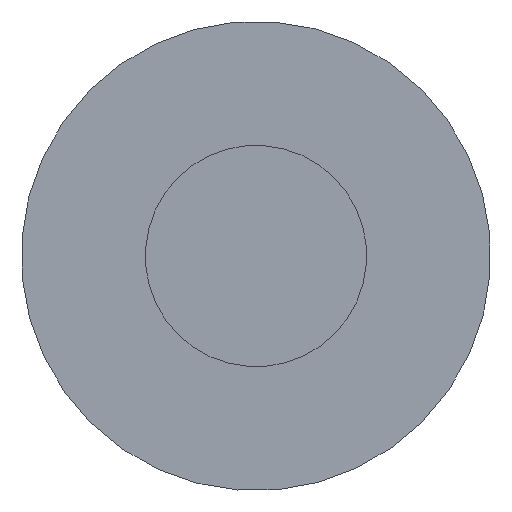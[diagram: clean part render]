
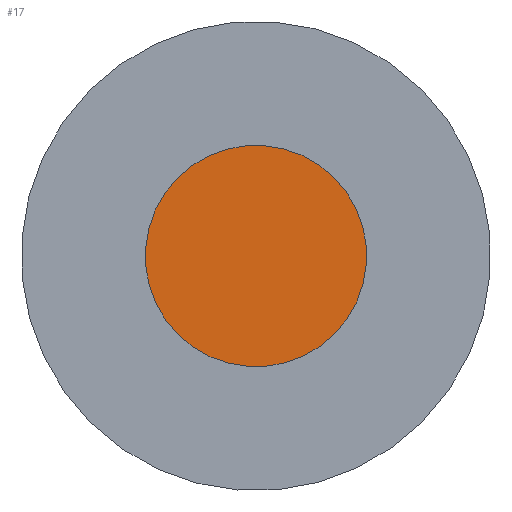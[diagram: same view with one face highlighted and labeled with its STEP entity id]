
A CAD part, front view. The second image highlights one B-rep face of the part: STEP entity #17.
In plain terms, the highlighted planar face has unit normal (0, -1, 0).
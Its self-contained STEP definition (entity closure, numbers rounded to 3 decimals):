
#17 = ADVANCED_FACE('',(#18),#33,.T.);
#18 = FACE_BOUND('',#19,.F.);
#19 = EDGE_LOOP('',(#20,#82));
#20 = ORIENTED_EDGE('',*,*,#21,.T.);
#21 = EDGE_CURVE('',#22,#24,#26,.T.);
#22 = VERTEX_POINT('',#23);
#23 = CARTESIAN_POINT('',(-15.97,-253.273,4.15
    ));
#24 = VERTEX_POINT('',#25);
#25 = CARTESIAN_POINT('',(15.97,-253.273,-4.15
    ));
#26 = SURFACE_CURVE('',#27,(#32,#48),.PCURVE_S1.);
#27 = CIRCLE('',#28,16.5);
#28 = AXIS2_PLACEMENT_3D('',#29,#30,#31);
#29 = CARTESIAN_POINT('',(0.,-253.273,
    0.));
#30 = DIRECTION('',(0.,1.,0.));
#31 = DIRECTION('',(-0.968,0.,0.251)
  );
#32 = PCURVE('',#33,#38);
#33 = PLANE('',#34);
#34 = AXIS2_PLACEMENT_3D('',#35,#36,#37);
#35 = CARTESIAN_POINT('',(0.,-253.273,
    0.));
#36 = DIRECTION('',(0.,-1.,0.));
#37 = DIRECTION('',(-0.968,0.,0.251)
  );
#38 = DEFINITIONAL_REPRESENTATION('',(#39),#47);
#39 = ( BOUNDED_CURVE() B_SPLINE_CURVE(2,(#40,#41,#42,#43,#44,#45,#46),
.UNSPECIFIED.,.T.,.F.) B_SPLINE_CURVE_WITH_KNOTS((1,2,2,2,2,1),(
    -2.094,0.,2.094,4.189,6.283,
8.378),.UNSPECIFIED.) CURVE() GEOMETRIC_REPRESENTATION_ITEM() 
RATIONAL_B_SPLINE_CURVE((1.,0.5,1.,0.5,1.,0.5,1.)) REPRESENTATION_ITEM(
  '') );
#40 = CARTESIAN_POINT('',(16.5,0.));
#41 = CARTESIAN_POINT('',(16.5,-28.579));
#42 = CARTESIAN_POINT('',(-8.25,-14.289));
#43 = CARTESIAN_POINT('',(-33.,0.));
#44 = CARTESIAN_POINT('',(-8.25,14.289));
#45 = CARTESIAN_POINT('',(16.5,28.579));
#46 = CARTESIAN_POINT('',(16.5,0.));
#47 = ( GEOMETRIC_REPRESENTATION_CONTEXT(2) 
PARAMETRIC_REPRESENTATION_CONTEXT() REPRESENTATION_CONTEXT('2D SPACE',''
  ) );
#48 = PCURVE('',#49,#54);
#49 = CYLINDRICAL_SURFACE('',#50,16.5);
#50 = AXIS2_PLACEMENT_3D('',#51,#52,#53);
#51 = CARTESIAN_POINT('',(0.,146.777,
    0.));
#52 = DIRECTION('',(0.,-1.,0.));
#53 = DIRECTION('',(-0.968,0.,0.251)
  );
#54 = DEFINITIONAL_REPRESENTATION('',(#55),#81);
#55 = B_SPLINE_CURVE_WITH_KNOTS('',3,(#56,#57,#58,#59,#60,#61,#62,#63,
    #64,#65,#66,#67,#68,#69,#70,#71,#72,#73,#74,#75,#76,#77,#78,#79,#80)
  ,.UNSPECIFIED.,.F.,.F.,(4,1,1,1,1,1,1,1,1,1,1,1,1,1,1,1,1,1,1,1,1,1,4)
  ,(0.,0.143,0.286,0.428,0.571,
    0.714,0.857,1.,1.142,
    1.285,1.428,1.571,1.714,
    1.856,1.999,2.142,2.285,
    2.428,2.57,2.713,2.856,
    2.999,3.142),.QUASI_UNIFORM_KNOTS.);
#56 = CARTESIAN_POINT('',(6.283,400.05));
#57 = CARTESIAN_POINT('',(6.236,400.05));
#58 = CARTESIAN_POINT('',(6.14,400.05));
#59 = CARTESIAN_POINT('',(5.998,400.05));
#60 = CARTESIAN_POINT('',(5.855,400.05));
#61 = CARTESIAN_POINT('',(5.712,400.05));
#62 = CARTESIAN_POINT('',(5.569,400.05));
#63 = CARTESIAN_POINT('',(5.426,400.05));
#64 = CARTESIAN_POINT('',(5.284,400.05));
#65 = CARTESIAN_POINT('',(5.141,400.05));
#66 = CARTESIAN_POINT('',(4.998,400.05));
#67 = CARTESIAN_POINT('',(4.855,400.05));
#68 = CARTESIAN_POINT('',(4.712,400.05));
#69 = CARTESIAN_POINT('',(4.57,400.05));
#70 = CARTESIAN_POINT('',(4.427,400.05));
#71 = CARTESIAN_POINT('',(4.284,400.05));
#72 = CARTESIAN_POINT('',(4.141,400.05));
#73 = CARTESIAN_POINT('',(3.998,400.05));
#74 = CARTESIAN_POINT('',(3.856,400.05));
#75 = CARTESIAN_POINT('',(3.713,400.05));
#76 = CARTESIAN_POINT('',(3.57,400.05));
#77 = CARTESIAN_POINT('',(3.427,400.05));
#78 = CARTESIAN_POINT('',(3.284,400.05));
#79 = CARTESIAN_POINT('',(3.189,400.05));
#80 = CARTESIAN_POINT('',(3.142,400.05));
#81 = ( GEOMETRIC_REPRESENTATION_CONTEXT(2) 
PARAMETRIC_REPRESENTATION_CONTEXT() REPRESENTATION_CONTEXT('2D SPACE',''
  ) );
#82 = ORIENTED_EDGE('',*,*,#83,.T.);
#83 = EDGE_CURVE('',#24,#22,#84,.T.);
#84 = SURFACE_CURVE('',#85,(#90,#101),.PCURVE_S1.);
#85 = CIRCLE('',#86,16.5);
#86 = AXIS2_PLACEMENT_3D('',#87,#88,#89);
#87 = CARTESIAN_POINT('',(0.,-253.273,
    0.));
#88 = DIRECTION('',(0.,1.,0.));
#89 = DIRECTION('',(0.968,0.,-0.251));
#90 = PCURVE('',#33,#91);
#91 = DEFINITIONAL_REPRESENTATION('',(#92),#100);
#92 = ( BOUNDED_CURVE() B_SPLINE_CURVE(2,(#93,#94,#95,#96,#97,#98,#99),
.UNSPECIFIED.,.T.,.F.) B_SPLINE_CURVE_WITH_KNOTS((1,2,2,2,2,1),(
    -2.094,0.,2.094,4.189,6.283,
8.378),.UNSPECIFIED.) CURVE() GEOMETRIC_REPRESENTATION_ITEM() 
RATIONAL_B_SPLINE_CURVE((1.,0.5,1.,0.5,1.,0.5,1.)) REPRESENTATION_ITEM(
  '') );
#93 = CARTESIAN_POINT('',(-16.5,0.));
#94 = CARTESIAN_POINT('',(-16.5,28.579));
#95 = CARTESIAN_POINT('',(8.25,14.289));
#96 = CARTESIAN_POINT('',(33.,0.));
#97 = CARTESIAN_POINT('',(8.25,-14.289));
#98 = CARTESIAN_POINT('',(-16.5,-28.579));
#99 = CARTESIAN_POINT('',(-16.5,0.));
#100 = ( GEOMETRIC_REPRESENTATION_CONTEXT(2) 
PARAMETRIC_REPRESENTATION_CONTEXT() REPRESENTATION_CONTEXT('2D SPACE',''
  ) );
#101 = PCURVE('',#102,#107);
#102 = CYLINDRICAL_SURFACE('',#103,16.5);
#103 = AXIS2_PLACEMENT_3D('',#104,#105,#106);
#104 = CARTESIAN_POINT('',(0.,146.777,
    0.));
#105 = DIRECTION('',(0.,-1.,0.));
#106 = DIRECTION('',(-0.968,0.,0.251)
  );
#107 = DEFINITIONAL_REPRESENTATION('',(#108),#134);
#108 = B_SPLINE_CURVE_WITH_KNOTS('',3,(#109,#110,#111,#112,#113,#114,
    #115,#116,#117,#118,#119,#120,#121,#122,#123,#124,#125,#126,#127,
    #128,#129,#130,#131,#132,#133),.UNSPECIFIED.,.F.,.F.,(4,1,1,1,1,1,1,
    1,1,1,1,1,1,1,1,1,1,1,1,1,1,1,4),(0.,0.143,0.286,
    0.428,0.571,0.714,0.857,
    1.,1.142,1.285,1.428,
    1.571,1.714,1.856,1.999,
    2.142,2.285,2.428,2.57,
    2.713,2.856,2.999,3.142),
  .QUASI_UNIFORM_KNOTS.);
#109 = CARTESIAN_POINT('',(3.142,400.05));
#110 = CARTESIAN_POINT('',(3.094,400.05));
#111 = CARTESIAN_POINT('',(2.999,400.05));
#112 = CARTESIAN_POINT('',(2.856,400.05));
#113 = CARTESIAN_POINT('',(2.713,400.05));
#114 = CARTESIAN_POINT('',(2.57,400.05));
#115 = CARTESIAN_POINT('',(2.428,400.05));
#116 = CARTESIAN_POINT('',(2.285,400.05));
#117 = CARTESIAN_POINT('',(2.142,400.05));
#118 = CARTESIAN_POINT('',(1.999,400.05));
#119 = CARTESIAN_POINT('',(1.856,400.05));
#120 = CARTESIAN_POINT('',(1.714,400.05));
#121 = CARTESIAN_POINT('',(1.571,400.05));
#122 = CARTESIAN_POINT('',(1.428,400.05));
#123 = CARTESIAN_POINT('',(1.285,400.05));
#124 = CARTESIAN_POINT('',(1.142,400.05));
#125 = CARTESIAN_POINT('',(1.,400.05));
#126 = CARTESIAN_POINT('',(0.857,400.05));
#127 = CARTESIAN_POINT('',(0.714,400.05));
#128 = CARTESIAN_POINT('',(0.571,400.05));
#129 = CARTESIAN_POINT('',(0.428,400.05));
#130 = CARTESIAN_POINT('',(0.286,400.05));
#131 = CARTESIAN_POINT('',(0.143,400.05));
#132 = CARTESIAN_POINT('',(0.048,400.05));
#133 = CARTESIAN_POINT('',(0.,400.05));
#134 = ( GEOMETRIC_REPRESENTATION_CONTEXT(2) 
PARAMETRIC_REPRESENTATION_CONTEXT() REPRESENTATION_CONTEXT('2D SPACE',''
  ) );
